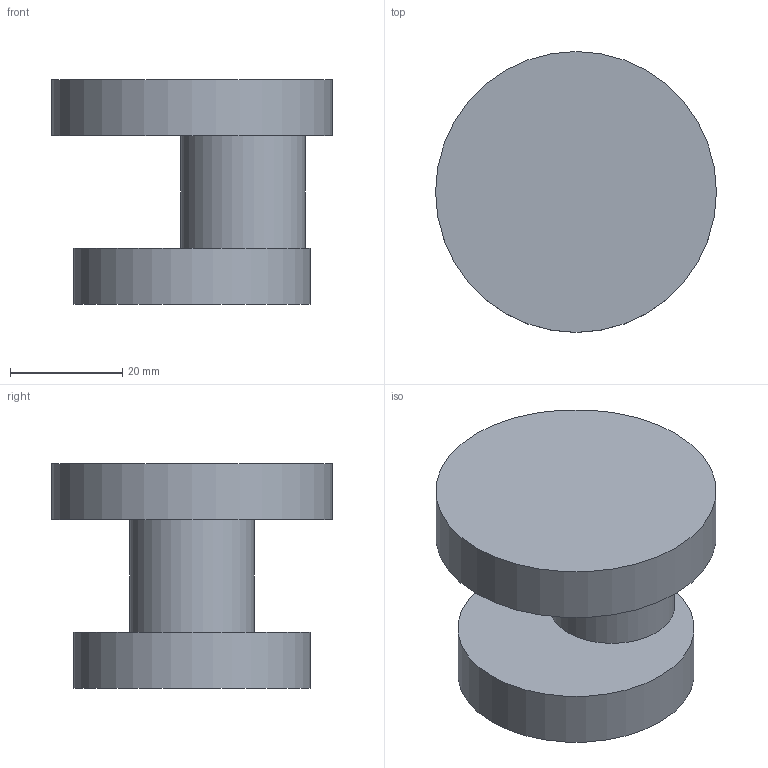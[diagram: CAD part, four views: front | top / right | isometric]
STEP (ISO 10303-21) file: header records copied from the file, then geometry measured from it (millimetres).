
FILE_DESCRIPTION(('FreeCAD Model'),'2;1');
FILE_NAME('Open CASCADE Shape Model','2024-02-06T14:27:18',(''),(''), 'Open CASCADE STEP processor 7.6','FreeCAD','Unknown');
FILE_SCHEMA(('AUTOMOTIVE_DESIGN { 1 0 10303 214 1 1 1 1 }'));
Length unit declared in the file: metre
Products named in the file (4): Unnamed; Extrude1; Extrude2; Extrude3
Assembly tree (3 placements, depth 2):
  Unnamed
    Extrude1
    Extrude2
    Extrude3
Bounding box: 50.08 x 50.08 x 40 mm (x, y, z)
Volume: 41469.3 mm3; surface area: 11814.4 mm2
Topology: 3 solids, 3 shells, 9 faces, 9 edges, 6 vertices
Faces by surface type: plane 6, cylinder 3
Full cylindrical faces by diameter (mm): 22.232 x1, 42.226 x1, 50.084 x1
Entity records: 261 total; most frequent: DIRECTION 41, CARTESIAN_POINT 28, AXIS2_PLACEMENT_3D 19, ORIENTED_EDGE 18, ADVANCED_FACE 9, FACE_BOUND 9, EDGE_LOOP 9, EDGE_CURVE 9
